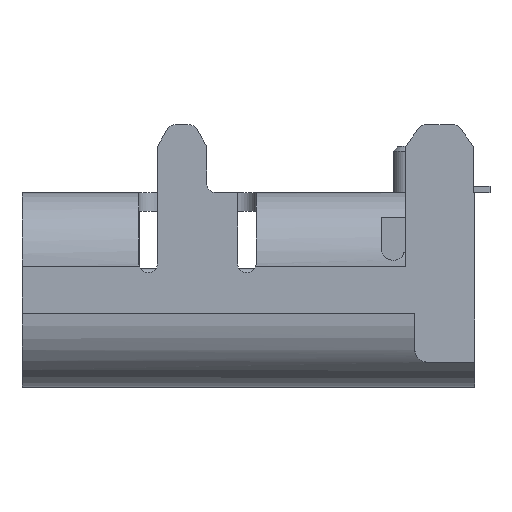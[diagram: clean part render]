
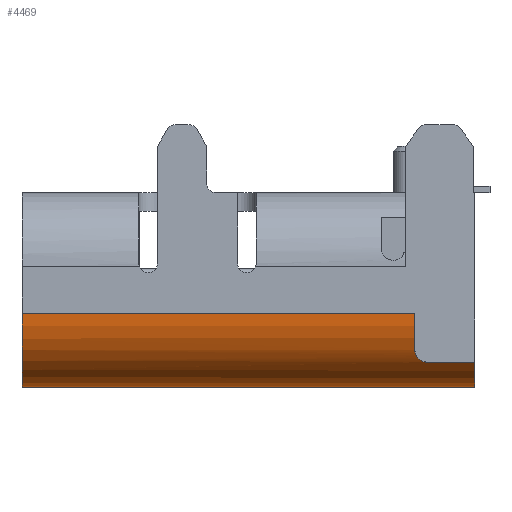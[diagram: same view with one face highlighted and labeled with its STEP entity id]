
A CAD part, left-side view. The second image highlights one B-rep face of the part: STEP entity #4469.
In plain terms, the highlighted cylindrical face has radius 1.2 mm (diameter 2.4 mm), a partial arc.
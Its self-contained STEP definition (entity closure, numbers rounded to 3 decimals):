
#19=CARTESIAN_POINT('',(-3.27,0.,-1.96));
#20=DIRECTION('',(0.,1.,0.));
#21=DIRECTION('',(0.,0.,-1.));
#22=AXIS2_PLACEMENT_3D('',#19,#20,#21);
#251=CARTESIAN_POINT('',(-3.27,-6.38,
-1.96));
#252=DIRECTION('',(0.,-1.,0.));
#253=DIRECTION('',(-1.,0.,0.));
#254=AXIS2_PLACEMENT_3D('',#251,#252,#253);
#288=DIRECTION('',(0.,-1.,0.));
#289=VECTOR('',#288,0.77);
#290=CARTESIAN_POINT('',(-4.17,-6.58,
-2.754));
#291=LINE('',#290,#289);
#346=CARTESIAN_POINT('',(-3.27,-7.35,-1.96));
#347=DIRECTION('',(0.,-1.,0.));
#348=DIRECTION('',(-0.75,0.,-0.661));
#349=AXIS2_PLACEMENT_3D('',#346,#347,#348);
#1075=CARTESIAN_POINT('',(-4.17,-6.58,
-2.754));
#1076=CARTESIAN_POINT('',(-4.17,-6.567,
-2.754));
#1077=CARTESIAN_POINT('',(-4.172,-6.541,
-2.751));
#1078=CARTESIAN_POINT('',(-4.183,-6.5,
-2.739));
#1079=CARTESIAN_POINT('',(-4.202,-6.461,
-2.716));
#1080=CARTESIAN_POINT('',(-4.226,-6.428,
-2.686));
#1081=CARTESIAN_POINT('',(-4.254,-6.401,
-2.648));
#1082=CARTESIAN_POINT('',(-4.284,-6.384,
-2.602));
#1083=CARTESIAN_POINT('',(-4.304,-6.38,
-2.57));
#1084=CARTESIAN_POINT('',(-4.313,-6.38,
-2.554));
#1086=DIRECTION('',(0.,-1.,0.));
#1087=VECTOR('',#1086,6.38);
#1088=CARTESIAN_POINT('',(-4.47,0.,-1.96));
#1089=LINE('',#1088,#1087);
#1090=DIRECTION('',(0.,-1.,0.));
#1091=VECTOR('',#1090,7.35);
#1092=CARTESIAN_POINT('',(-3.27,0.,-3.16));
#1093=LINE('',#1092,#1091);
#2705=CARTESIAN_POINT('',(-3.27,0.,-3.16));
#2706=VERTEX_POINT('',#2705);
#2707=CARTESIAN_POINT('',(-4.47,0.,-1.96));
#2708=VERTEX_POINT('',#2707);
#2737=CARTESIAN_POINT('',(-3.27,-7.35,-3.16));
#2739=VERTEX_POINT('',#2737);
#2741=CARTESIAN_POINT('',(-4.17,-7.35,-2.754));
#2742=VERTEX_POINT('',#2741);
#3096=CARTESIAN_POINT('',(-4.47,-6.38,
-1.96));
#3097=VERTEX_POINT('',#3096);
#3109=CARTESIAN_POINT('',(-4.313,-6.38,
-2.554));
#3111=VERTEX_POINT('',#3109);
#3114=CARTESIAN_POINT('',(-4.17,-6.58,
-2.754));
#3115=VERTEX_POINT('',#3114);
#4454=CARTESIAN_POINT('',(-3.27,0.,-1.96));
#4455=DIRECTION('',(0.,1.,0.));
#4456=DIRECTION('',(1.,0.,0.));
#4457=AXIS2_PLACEMENT_3D('',#4454,#4455,#4456);
#4458=CYLINDRICAL_SURFACE('',#4457,1.2);
#4459=ORIENTED_EDGE('',*,*,#3678,.T.);
#4460=ORIENTED_EDGE('',*,*,#4449,.F.);
#4461=ORIENTED_EDGE('',*,*,#3727,.T.);
#4462=ORIENTED_EDGE('',*,*,#3781,.T.);
#4464=ORIENTED_EDGE('',*,*,#4463,.F.);
#4465=ORIENTED_EDGE('',*,*,#3493,.T.);
#4466=ORIENTED_EDGE('',*,*,#4384,.T.);
#4467=EDGE_LOOP('',(#4459,#4460,#4461,#4462,#4464,#4465,#4466));
#4468=FACE_OUTER_BOUND('',#4467,.F.);
#23=CIRCLE('',#22,1.2);
#255=CIRCLE('',#254,1.2);
#350=CIRCLE('',#349,1.2);
#1085=B_SPLINE_CURVE_WITH_KNOTS('',3,(#1075,#1076,#1077,#1078,#1079,#1080,#1081,
#1082,#1083,#1084),.UNSPECIFIED.,.F.,.F.,(4,1,1,1,1,1,1,4),(0.,
0.143,0.286,0.429,0.571,
0.714,0.857,1.),.UNSPECIFIED.);
#3493=EDGE_CURVE('',#2706,#2708,#23,.T.);
#3678=EDGE_CURVE('',#3097,#3111,#255,.T.);
#3727=EDGE_CURVE('',#3115,#2742,#291,.T.);
#3781=EDGE_CURVE('',#2742,#2739,#350,.T.);
#4384=EDGE_CURVE('',#2708,#3097,#1089,.T.);
#4449=EDGE_CURVE('',#3115,#3111,#1085,.T.);
#4463=EDGE_CURVE('',#2706,#2739,#1093,.T.);
#4469=ADVANCED_FACE('',(#4468),#4458,.T.);
